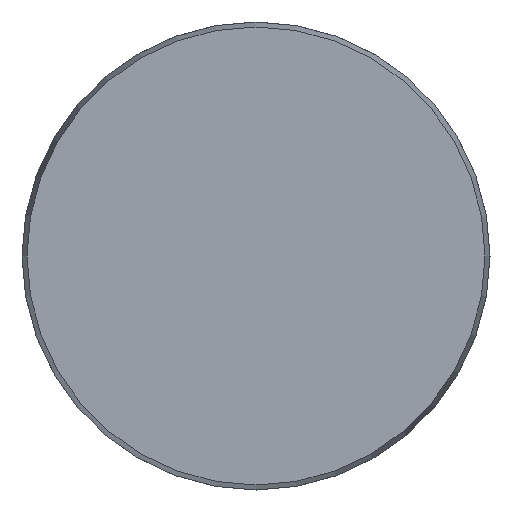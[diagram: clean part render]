
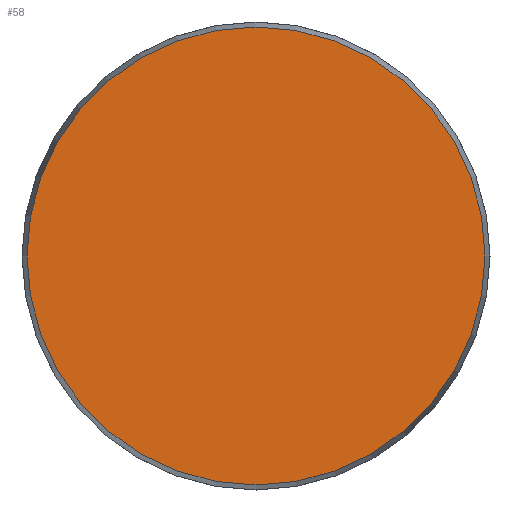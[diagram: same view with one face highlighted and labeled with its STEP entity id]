
A CAD part, front view. The second image highlights one B-rep face of the part: STEP entity #58.
In plain terms, the highlighted planar face has unit normal (0, -1, 0).
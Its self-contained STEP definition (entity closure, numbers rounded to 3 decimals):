
#6 = DIRECTION ( 'NONE',  ( 0., -1., 0. ) ) ;
#55 = EDGE_CURVE ( 'NONE', #607, #607, #425, .T. ) ;
#58 = ADVANCED_FACE ( 'NONE', ( #265 ), #191, .F. ) ;
#191 = PLANE ( 'NONE',  #207 ) ;
#207 = AXIS2_PLACEMENT_3D ( 'NONE', #373, #255, #376 ) ;
#255 = DIRECTION ( 'NONE',  ( 0., 1., 0. ) ) ;
#265 = FACE_OUTER_BOUND ( 'NONE', #668, .T. ) ;
#373 = CARTESIAN_POINT ( 'NONE',  ( -39.143, 0., 0. ) ) ;
#376 = DIRECTION ( 'NONE',  ( 0., 0., 1. ) ) ;
#385 = AXIS2_PLACEMENT_3D ( 'NONE', #634, #6, #758 ) ;
#425 = CIRCLE ( 'NONE', #385, 39.143 ) ;
#607 = VERTEX_POINT ( 'NONE', #800 ) ;
#634 = CARTESIAN_POINT ( 'NONE',  ( 0., 0., 0. ) ) ;
#668 = EDGE_LOOP ( 'NONE', ( #701 ) ) ;
#701 = ORIENTED_EDGE ( 'NONE', *, *, #55, .T. ) ;
#758 = DIRECTION ( 'NONE',  ( 0., 0., -1. ) ) ;
#800 = CARTESIAN_POINT ( 'NONE',  ( 0., 0., -39.143 ) ) ;
